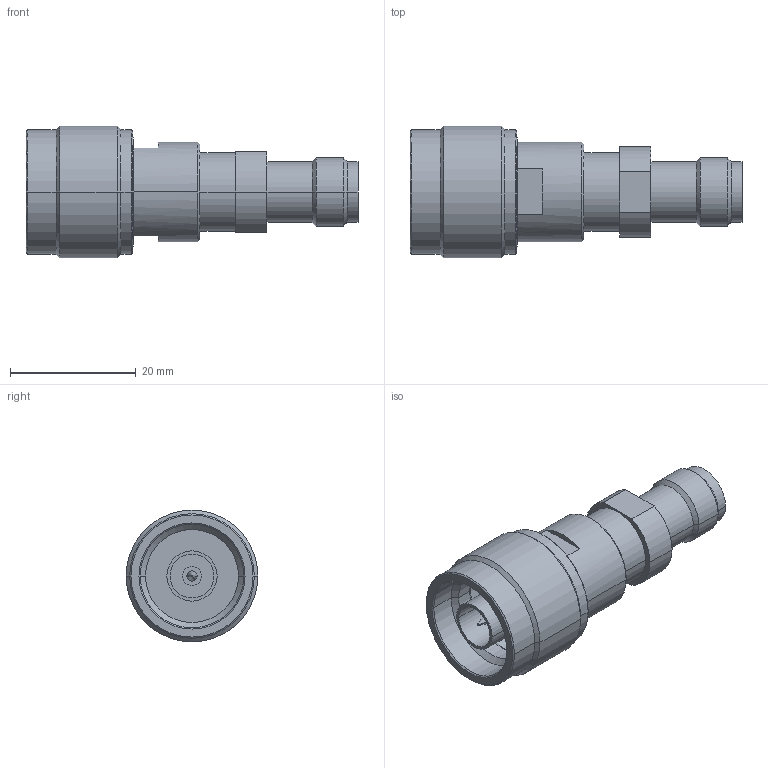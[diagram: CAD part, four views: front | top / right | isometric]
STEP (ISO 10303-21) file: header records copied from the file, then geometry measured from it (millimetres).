
FILE_DESCRIPTION (( 'STEP AP214' ), '1' );
FILE_NAME ('PE8281_3D.STEP', '2022-01-26T16:57:17', ( '' ), ( '' ), 'SwSTEP 2.0', 'SolidWorks 2021', '' );
FILE_SCHEMA (( 'AUTOMOTIVE_DESIGN' ));
Length unit declared in the file: millimetre
Products named in the file (1): PE8281_3D
Bounding box: 52.9 x 21 x 21 mm (x, y, z)
Volume: 7788.2 mm3; surface area: 4733.5 mm2
Topology: 1 solids, 1 shells, 88 faces, 186 edges, 112 vertices
Faces by surface type: cylinder 37, cone 31, plane 20
Entity records: 2400 total; most frequent: DIRECTION 468, CARTESIAN_POINT 387, ORIENTED_EDGE 372, AXIS2_PLACEMENT_3D 193, EDGE_CURVE 186, VERTEX_POINT 112, CIRCLE 104, EDGE_LOOP 100
